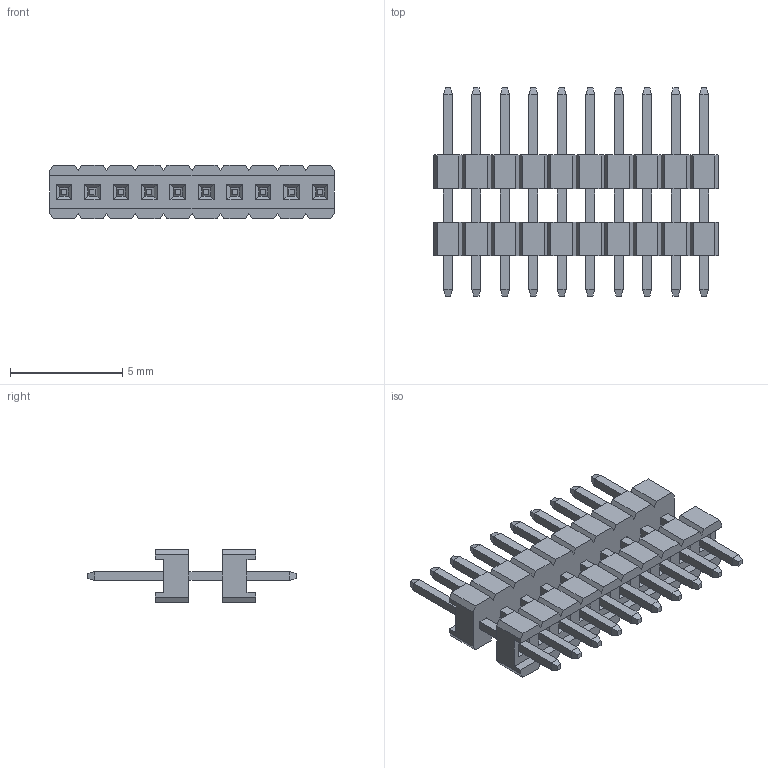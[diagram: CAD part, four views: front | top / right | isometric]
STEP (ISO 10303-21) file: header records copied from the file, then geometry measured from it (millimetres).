
FILE_DESCRIPTION( ('This file contains a STEP AP42 implementation' ,'as created by ZW3D STEP Interface translator.') ,'2;1' );
FILE_NAME( '1315-21XXXXS093XXXX(·´Ïò).stp' ,'23 316.1018 7', (''), ('ZWCAD Software Co.'), 'Version 1.0', 'ZW3D to STEP translator', '' );
FILE_SCHEMA(('AUTOMOTIVE_DESIGN { 1 0 10303 214 1 1 1 1 }'));
Length unit declared in the file: millimetre
Products named in the file (2): 0; 1315-2110XXS093XXXX(毀砃)
Bounding box: 12.7 x 9.3 x 2.4 mm (x, y, z)
Volume: 84.9 mm3; surface area: 417.1 mm2
Topology: 12 solids, 12 shells, 436 faces, 1076 edges, 664 vertices
Faces by surface type: plane 436
Entity records: 12931 total; most frequent: CARTESIAN_POINT 2177, ORIENTED_EDGE 2152, DIRECTION 1950, VECTOR 1076, LINE 1076, EDGE_CURVE 1076, VERTEX_POINT 664, EDGE_LOOP 476
